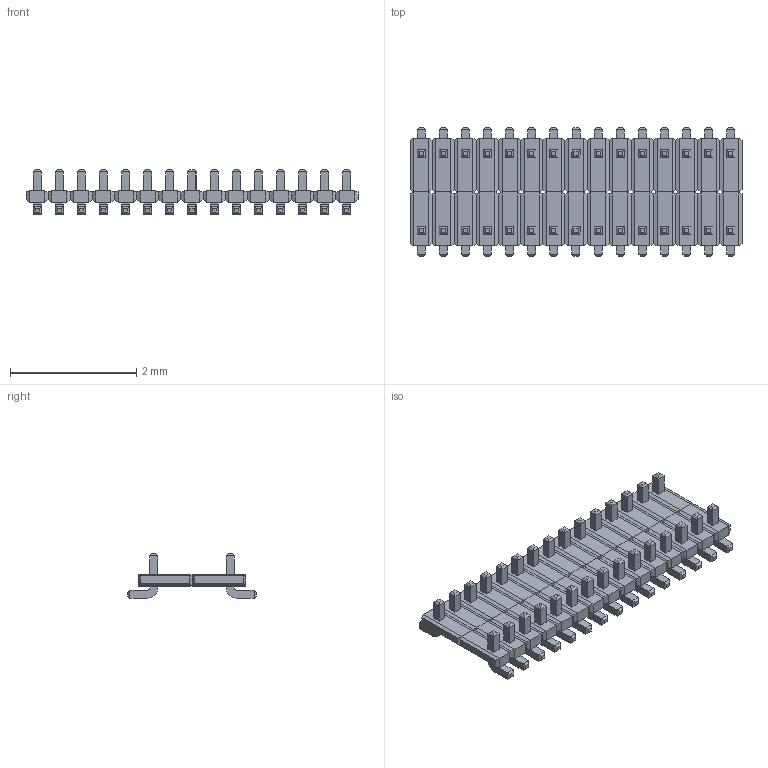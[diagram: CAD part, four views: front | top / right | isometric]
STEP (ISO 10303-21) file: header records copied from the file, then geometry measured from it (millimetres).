
FILE_DESCRIPTION(('STEP AP214'),'1');
FILE_NAME('CONN30_HIR','2023-05-08T03:38:06',(''),(''),'','','');
FILE_SCHEMA(('AUTOMOTIVE_DESIGN'));
Length unit declared in the file: millimetre
Products named in the file (1): product
Bounding box: 5.25 x 2.03 x 0.7 mm (x, y, z)
Volume: 1.9 mm3; surface area: 36.4 mm2
Topology: 62 solids, 62 shells, 1084 faces, 2288 edges, 1328 vertices
Faces by surface type: plane 1024, cylinder 60
Entity records: 26618 total; most frequent: DIRECTION 4578, ORIENTED_EDGE 4576, CARTESIAN_POINT 2473, EDGE_CURVE 2288, LINE 2168, VECTOR 2168, VERTEX_POINT 1328, AXIS2_PLACEMENT_3D 1205
